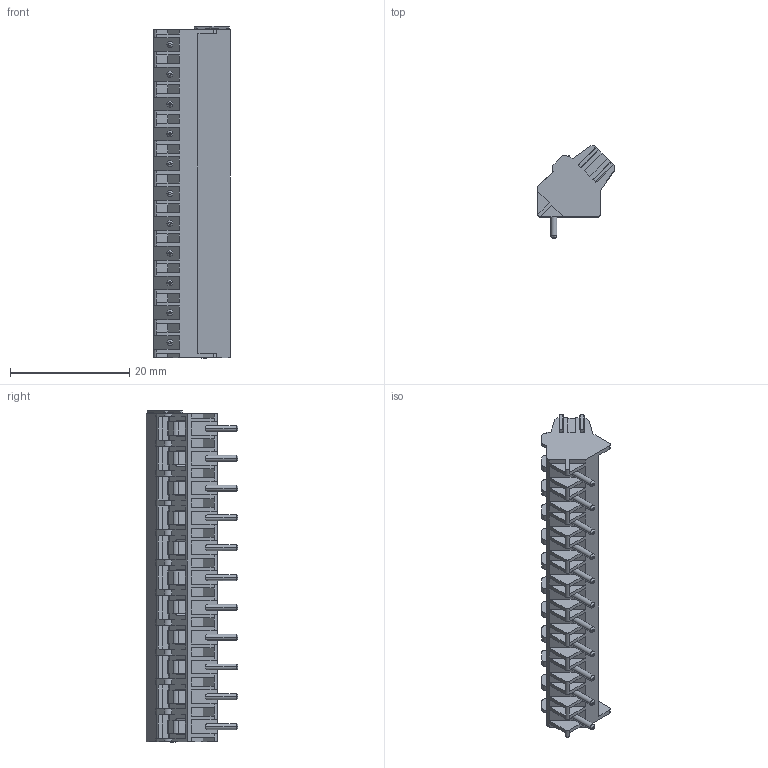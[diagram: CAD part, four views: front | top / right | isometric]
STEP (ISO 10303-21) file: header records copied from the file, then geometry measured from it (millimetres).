
FILE_DESCRIPTION((''),'2;1');
FILE_NAME('TL240','2024-11-13T',('yanfa'),(''),'PRO/ENGINEER BY PARAMETRIC TECHNOLOGY CORPORATION, 2009280','PRO/ENGINEER BY PARAMETRIC TECHNOLOGY CORPORATION, 2009280','');
FILE_SCHEMA(('AUTOMOTIVE_DESIGN_CC2 { 1 2 10303 214 -1 1 5 2 }'));
Length unit declared in the file: millimetre
Products named in the file (1): TL240
Bounding box: 12.8 x 15.4 x 55.68 mm (x, y, z)
Volume: 4181.2 mm3; surface area: 4779.5 mm2
Topology: 1 solids, 1 shells, 1036 faces, 2967 edges, 1956 vertices
Faces by surface type: plane 651, cylinder 275, torus 44, cone 44, bspline 22
Entity records: 34778 total; most frequent: CARTESIAN_POINT 7191, ORIENTED_EDGE 5934, DIRECTION 5655, EDGE_CURVE 2967, VECTOR 2043, LINE 2043, VERTEX_POINT 1956, AXIS2_PLACEMENT_3D 1806
